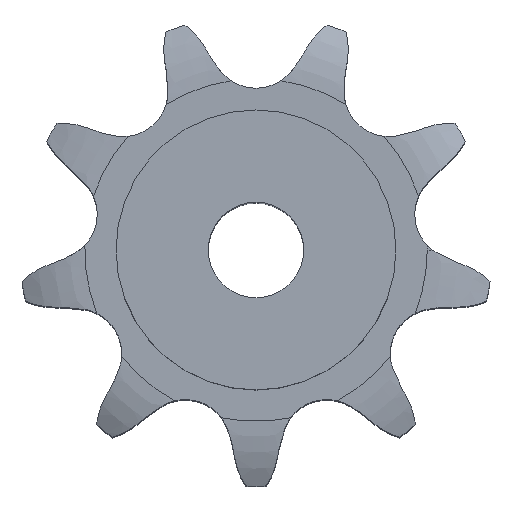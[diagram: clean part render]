
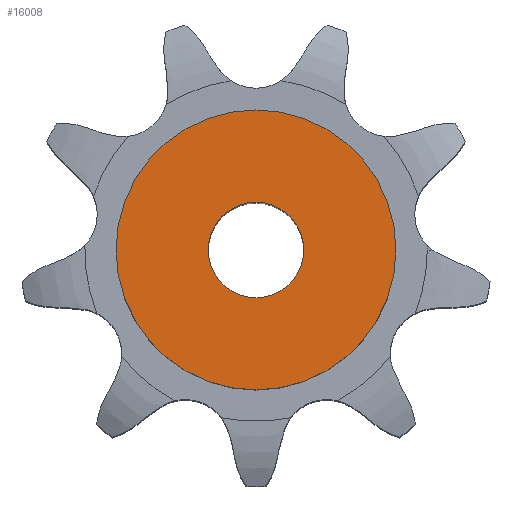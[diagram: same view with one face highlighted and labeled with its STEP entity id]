
A CAD part, top view. The second image highlights one B-rep face of the part: STEP entity #16008.
In plain terms, the highlighted planar face has unit normal (0, 0, 1).
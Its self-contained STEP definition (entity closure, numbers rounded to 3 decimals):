
#8746 = CYLINDRICAL_SURFACE('',#8747,15.);
#8747 = AXIS2_PLACEMENT_3D('',#8748,#8749,#8750);
#8748 = CARTESIAN_POINT('',(0.,0.,316.455));
#8749 = DIRECTION('',(0.,0.,1.));
#8750 = DIRECTION('',(1.,0.,0.));
#10971 = EDGE_CURVE('',#10972,#10972,#10974,.T.);
#10972 = VERTEX_POINT('',#10973);
#10973 = CARTESIAN_POINT('',(15.,0.,180.));
#10974 = SURFACE_CURVE('',#10975,(#10980,#10987),.PCURVE_S1.);
#10975 = CIRCLE('',#10976,15.);
#10976 = AXIS2_PLACEMENT_3D('',#10977,#10978,#10979);
#10977 = CARTESIAN_POINT('',(0.,0.,180.));
#10978 = DIRECTION('',(0.,0.,1.));
#10979 = DIRECTION('',(1.,0.,0.));
#10980 = PCURVE('',#8746,#10981);
#10981 = DEFINITIONAL_REPRESENTATION('',(#10982),#10986);
#10982 = LINE('',#10983,#10984);
#10983 = CARTESIAN_POINT('',(0.,-136.455));
#10984 = VECTOR('',#10985,1.);
#10985 = DIRECTION('',(1.,0.));
#10986 = ( GEOMETRIC_REPRESENTATION_CONTEXT(2) 
PARAMETRIC_REPRESENTATION_CONTEXT() REPRESENTATION_CONTEXT('2D SPACE',''
  ) );
#10987 = PCURVE('',#10988,#10993);
#10988 = PLANE('',#10989);
#10989 = AXIS2_PLACEMENT_3D('',#10990,#10991,#10992);
#10990 = CARTESIAN_POINT('',(0.,0.,
    180.));
#10991 = DIRECTION('',(0.,0.,1.));
#10992 = DIRECTION('',(1.,0.,0.));
#10993 = DEFINITIONAL_REPRESENTATION('',(#10994),#10998);
#10994 = CIRCLE('',#10995,15.);
#10995 = AXIS2_PLACEMENT_2D('',#10996,#10997);
#10996 = CARTESIAN_POINT('',(0.,0.));
#10997 = DIRECTION('',(1.,0.));
#10998 = ( GEOMETRIC_REPRESENTATION_CONTEXT(2) 
PARAMETRIC_REPRESENTATION_CONTEXT() REPRESENTATION_CONTEXT('2D SPACE',''
  ) );
#16008 = ADVANCED_FACE('',(#16009,#16040),#10988,.T.);
#16009 = FACE_BOUND('',#16010,.T.);
#16010 = EDGE_LOOP('',(#16011));
#16011 = ORIENTED_EDGE('',*,*,#16012,.T.);
#16012 = EDGE_CURVE('',#16013,#16013,#16015,.T.);
#16013 = VERTEX_POINT('',#16014);
#16014 = CARTESIAN_POINT('',(44.,0.,180.));
#16015 = SURFACE_CURVE('',#16016,(#16021,#16028),.PCURVE_S1.);
#16016 = CIRCLE('',#16017,44.);
#16017 = AXIS2_PLACEMENT_3D('',#16018,#16019,#16020);
#16018 = CARTESIAN_POINT('',(0.,0.,180.));
#16019 = DIRECTION('',(0.,0.,1.));
#16020 = DIRECTION('',(1.,0.,0.));
#16021 = PCURVE('',#10988,#16022);
#16022 = DEFINITIONAL_REPRESENTATION('',(#16023),#16027);
#16023 = CIRCLE('',#16024,44.);
#16024 = AXIS2_PLACEMENT_2D('',#16025,#16026);
#16025 = CARTESIAN_POINT('',(0.,0.));
#16026 = DIRECTION('',(1.,0.));
#16027 = ( GEOMETRIC_REPRESENTATION_CONTEXT(2) 
PARAMETRIC_REPRESENTATION_CONTEXT() REPRESENTATION_CONTEXT('2D SPACE',''
  ) );
#16028 = PCURVE('',#16029,#16034);
#16029 = CYLINDRICAL_SURFACE('',#16030,44.);
#16030 = AXIS2_PLACEMENT_3D('',#16031,#16032,#16033);
#16031 = CARTESIAN_POINT('',(0.,0.,0.));
#16032 = DIRECTION('',(-0.,-0.,-1.));
#16033 = DIRECTION('',(1.,0.,0.));
#16034 = DEFINITIONAL_REPRESENTATION('',(#16035),#16039);
#16035 = LINE('',#16036,#16037);
#16036 = CARTESIAN_POINT('',(-0.,-180.));
#16037 = VECTOR('',#16038,1.);
#16038 = DIRECTION('',(-1.,0.));
#16039 = ( GEOMETRIC_REPRESENTATION_CONTEXT(2) 
PARAMETRIC_REPRESENTATION_CONTEXT() REPRESENTATION_CONTEXT('2D SPACE',''
  ) );
#16040 = FACE_BOUND('',#16041,.T.);
#16041 = EDGE_LOOP('',(#16042));
#16042 = ORIENTED_EDGE('',*,*,#10971,.F.);
